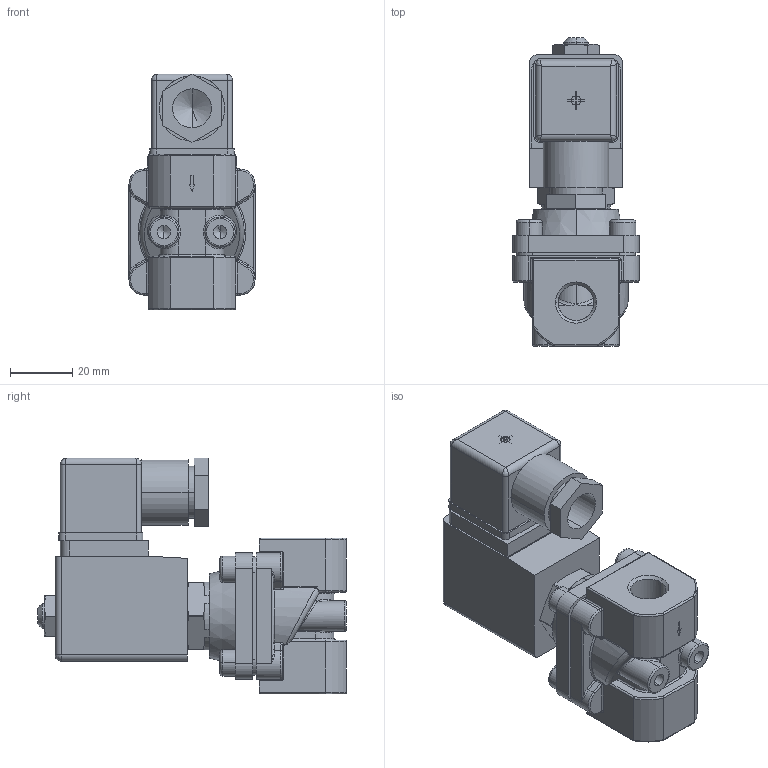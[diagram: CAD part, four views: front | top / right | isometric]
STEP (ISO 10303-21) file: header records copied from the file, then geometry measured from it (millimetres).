
FILE_DESCRIPTION (( 'STEP AP214' ), '1' );
FILE_NAME ('221 DN10 G14.STEP', '2018-02-01T07:48:37', ( '' ), ( '' ), 'SwSTEP 2.0', 'SolidWorks 2015', '' );
FILE_SCHEMA (( 'AUTOMOTIVE_DESIGN' ));
Length unit declared in the file: millimetre
Products named in the file (16): ENG-016257; ENG-016089_geschlossen; ENG-011942; ENG-003371; ENG-016250; 221 DN10 G14; ENG-016259; ENG-016067_G 14; ENG-013709_30 001 001; ENG-016068_VA; ENG-016247; ENG-016256; ENG-016252_geschlossen; ENG-016262; ENG-016261; ENG-016248
Assembly tree (18 placements, depth 2):
  221 DN10 G14
    ENG-016067_G 14
    ENG-016068_VA
    ENG-016247
    ENG-016248
    ENG-016252_geschlossen
    ENG-016256
    ENG-016257
    ENG-016261
    ENG-016262
    ENG-016089_geschlossen
    ENG-016250
    ENG-016259
    ENG-011942  x4
    ENG-013709_30 001 001
    ENG-003371
Bounding box: 40.5 x 99.1 x 75.7 mm (x, y, z)
Volume: 115002 mm3; surface area: 52423 mm2
Topology: 18 solids, 20 shells, 1227 faces, 3152 edges, 1989 vertices
Faces by surface type: cylinder 699, plane 272, torus 106, cone 100, bspline 38, sphere 12
Entity records: 47294 total; most frequent: CARTESIAN_POINT 18912, ORIENTED_EDGE 5996, DIRECTION 4601, EDGE_CURVE 2998, AXIS2_PLACEMENT_3D 1926, VERTEX_POINT 1911, EDGE_LOOP 1273, ADVANCED_FACE 1167
